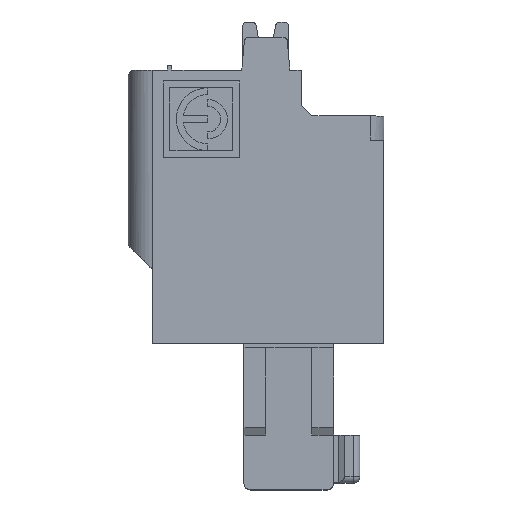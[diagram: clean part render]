
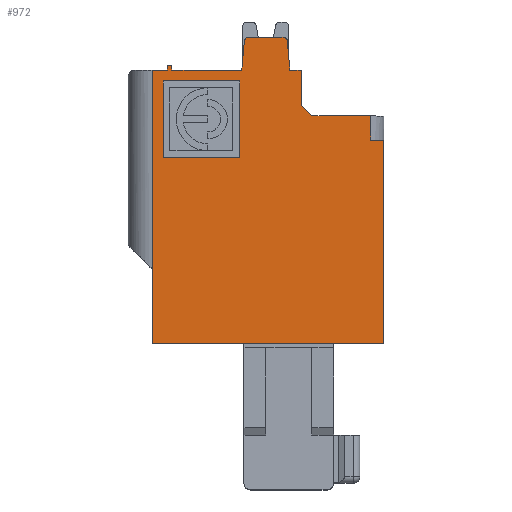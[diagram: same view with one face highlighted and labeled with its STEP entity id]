
A CAD part, top view. The second image highlights one B-rep face of the part: STEP entity #972.
In plain terms, the highlighted planar face has unit normal (0, 0, 1).
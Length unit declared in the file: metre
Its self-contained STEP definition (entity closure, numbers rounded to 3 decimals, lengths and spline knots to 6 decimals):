
#972=ADVANCED_FACE('',(#2353,#2354),#2355,.F.);
#1182=EDGE_CURVE('',#2677,#2674,#2678,.T.);
#2353=FACE_BOUND('',#4113,.T.);
#2354=FACE_OUTER_BOUND('',#4114,.T.);
#2355=PLANE('',#4115);
#2674=VERTEX_POINT('',#4465);
#2677=VERTEX_POINT('',#4470);
#2678=LINE('',#4471,#4472);
#2725=VERTEX_POINT('',#4550);
#3236=VERTEX_POINT('',#5625);
#3240=VERTEX_POINT('',#5631);
#3250=VERTEX_POINT('',#5646);
#3257=VERTEX_POINT('',#5656);
#3262=VERTEX_POINT('',#5665);
#3266=VERTEX_POINT('',#5671);
#3270=VERTEX_POINT('',#5677);
#3287=VERTEX_POINT('',#5704);
#4113=EDGE_LOOP('',(#7987,#7988,#7989,#7990));
#4114=EDGE_LOOP('',(#7991,#7992,#7993,#7994,#7995,#7996,#7997,#7998,#7999,#8000,#8001,#8002,#8003,#8004,#8005,#8006,#8007,#8008,#8009));
#4115=AXIS2_PLACEMENT_3D('',#8010,#8011,#8012);
#4465=CARTESIAN_POINT('',(-0.0094,0.0093,-0.0148));
#4470=CARTESIAN_POINT('',(-0.0094,0.0,-0.0148));
#4471=CARTESIAN_POINT('',(-0.0094,0.0,-0.0148));
#4472=VECTOR('',#8835,1.0);
#4550=CARTESIAN_POINT('',(-0.01,0.0093,-0.0148));
#5625=CARTESIAN_POINT('',(-0.0159,0.0125,-0.0148));
#5631=CARTESIAN_POINT('',(-0.015785,0.013817,-0.0148));
#5646=CARTESIAN_POINT('',(-0.013815,0.013817,-0.0148));
#5656=CARTESIAN_POINT('',(-0.0137,0.0125,-0.0148));
#5665=CARTESIAN_POINT('',(-0.0191,0.0125,-0.0148));
#5671=CARTESIAN_POINT('',(-0.0191,0.0127,-0.0148));
#5677=CARTESIAN_POINT('',(-0.0193,0.0127,-0.0148));
#5704=CARTESIAN_POINT('',(-0.0193,0.0125,-0.0148));
#7987=ORIENTED_EDGE('',*,*,#9630,.T.);
#7988=ORIENTED_EDGE('',*,*,#9664,.T.);
#7989=ORIENTED_EDGE('',*,*,#9665,.T.);
#7990=ORIENTED_EDGE('',*,*,#9607,.T.);
#7991=ORIENTED_EDGE('',*,*,#9551,.T.);
#7992=ORIENTED_EDGE('',*,*,#9281,.T.);
#7993=ORIENTED_EDGE('',*,*,#9611,.F.);
#7994=ORIENTED_EDGE('',*,*,#9569,.T.);
#7995=ORIENTED_EDGE('',*,*,#9567,.T.);
#7996=ORIENTED_EDGE('',*,*,#9564,.T.);
#7997=ORIENTED_EDGE('',*,*,#9560,.T.);
#7998=ORIENTED_EDGE('',*,*,#9558,.T.);
#7999=ORIENTED_EDGE('',*,*,#9609,.F.);
#8000=ORIENTED_EDGE('',*,*,#9571,.T.);
#8001=ORIENTED_EDGE('',*,*,#9573,.F.);
#8002=ORIENTED_EDGE('',*,*,#9576,.F.);
#8003=ORIENTED_EDGE('',*,*,#9666,.F.);
#8004=ORIENTED_EDGE('',*,*,#9659,.F.);
#8005=ORIENTED_EDGE('',*,*,#9272,.T.);
#8006=ORIENTED_EDGE('',*,*,#1182,.T.);
#8007=ORIENTED_EDGE('',*,*,#9203,.F.);
#8008=ORIENTED_EDGE('',*,*,#9208,.F.);
#8009=ORIENTED_EDGE('',*,*,#9549,.F.);
#8010=CARTESIAN_POINT('',(-0.005428,0.033759,-0.0148));
#8011=DIRECTION('',(0.0,0.,-1.0));
#8012=DIRECTION('',(-1.0,0.0,0.0));
#8835=DIRECTION('',(0.0,1.0,0.));
#9203=EDGE_CURVE('',#2725,#2674,#9898,.T.);
#9208=EDGE_CURVE('',#9902,#2725,#9904,.T.);
#9272=EDGE_CURVE('',#9990,#2677,#9991,.T.);
#9281=EDGE_CURVE('',#10005,#10003,#10006,.T.);
#9549=EDGE_CURVE('',#10330,#9902,#10332,.T.);
#9551=EDGE_CURVE('',#10330,#10005,#10334,.T.);
#9558=EDGE_CURVE('',#3240,#3236,#10341,.T.);
#9560=EDGE_CURVE('',#10343,#3240,#10344,.T.);
#9564=EDGE_CURVE('',#10348,#10343,#10349,.T.);
#9567=EDGE_CURVE('',#3250,#10348,#10352,.T.);
#9569=EDGE_CURVE('',#3257,#3250,#10354,.T.);
#9571=EDGE_CURVE('',#3262,#3266,#10356,.T.);
#9573=EDGE_CURVE('',#3270,#3266,#10358,.T.);
#9576=EDGE_CURVE('',#3287,#3270,#10361,.T.);
#9607=EDGE_CURVE('',#10399,#10404,#10406,.T.);
#9609=EDGE_CURVE('',#3262,#3236,#10408,.T.);
#9611=EDGE_CURVE('',#3257,#10003,#10410,.T.);
#9630=EDGE_CURVE('',#10404,#10437,#10439,.T.);
#9659=EDGE_CURVE('',#9990,#10477,#10478,.T.);
#9664=EDGE_CURVE('',#10437,#10483,#10484,.T.);
#9665=EDGE_CURVE('',#10483,#10399,#10485,.T.);
#9666=EDGE_CURVE('',#10477,#3287,#10486,.T.);
#9898=LINE('',#10783,#10784);
#9902=VERTEX_POINT('',#10788);
#9904=LINE('',#10791,#10792);
#9990=VERTEX_POINT('',#10920);
#9991=LINE('',#10921,#10922);
#10003=VERTEX_POINT('',#10941);
#10005=VERTEX_POINT('',#10944);
#10006=LINE('',#10945,#10946);
#10330=VERTEX_POINT('',#11399);
#10332=LINE('',#11402,#11403);
#10334=LINE('',#11405,#11406);
#10341=LINE('',#11414,#11415);
#10343=VERTEX_POINT('',#11417);
#10344=CIRCLE('',#11418,0.0002);
#10348=VERTEX_POINT('',#11424);
#10349=LINE('',#11425,#11426);
#10352=CIRCLE('',#11430,0.0002);
#10354=LINE('',#11432,#11433);
#10356=LINE('',#11435,#11436);
#10358=LINE('',#11438,#11439);
#10361=LINE('',#11443,#11444);
#10399=VERTEX_POINT('',#11499);
#10404=VERTEX_POINT('',#11506);
#10406=LINE('',#11509,#11510);
#10408=LINE('',#11512,#11513);
#10410=LINE('',#11516,#11517);
#10437=VERTEX_POINT('',#11554);
#10439=LINE('',#11557,#11558);
#10477=VERTEX_POINT('',#11638);
#10478=LINE('',#11639,#11640);
#10483=VERTEX_POINT('',#11648);
#10484=LINE('',#11649,#11650);
#10485=LINE('',#11651,#11652);
#10486=LINE('',#11653,#11654);
#10783=CARTESIAN_POINT('',(-0.01,0.0093,-0.0148));
#10784=VECTOR('',#11990,1.0);
#10788=CARTESIAN_POINT('',(-0.01,0.0104,-0.0148));
#10791=CARTESIAN_POINT('',(-0.01,0.0125,-0.0148));
#10792=VECTOR('',#11992,1.0);
#10920=CARTESIAN_POINT('',(-0.02,0.0,-0.0148));
#10921=CARTESIAN_POINT('',(-0.023301,0.0,-0.0148));
#10922=VECTOR('',#12050,1.0);
#10941=CARTESIAN_POINT('',(-0.013189,0.0125,-0.0148));
#10944=CARTESIAN_POINT('',(-0.013189,0.010896,-0.0148));
#10945=CARTESIAN_POINT('',(-0.013189,0.033759,-0.0148));
#10946=VECTOR('',#12056,1.0);
#11399=CARTESIAN_POINT('',(-0.012693,0.0104,-0.0148));
#11402=CARTESIAN_POINT('',(-0.005428,0.0104,-0.0148));
#11403=VECTOR('',#12266,1.0);
#11405=CARTESIAN_POINT('',(-0.020733,0.01844,-0.0148));
#11406=VECTOR('',#12267,1.0);
#11414=CARTESIAN_POINT('',(-0.015785,0.013817,-0.0148));
#11415=VECTOR('',#12269,1.0);
#11417=CARTESIAN_POINT('',(-0.015586,0.014,-0.0148));
#11418=AXIS2_PLACEMENT_3D('',#12270,#12271,#12272);
#11424=CARTESIAN_POINT('',(-0.014015,0.014,-0.0148));
#11425=CARTESIAN_POINT('',(-0.015525,0.014,-0.0148));
#11426=VECTOR('',#12275,1.0);
#11430=AXIS2_PLACEMENT_3D('',#12277,#12278,#12279);
#11432=CARTESIAN_POINT('',(-0.0137,0.0125,-0.0148));
#11433=VECTOR('',#12280,1.0);
#11435=CARTESIAN_POINT('',(-0.0191,0.0125,-0.0148));
#11436=VECTOR('',#12281,1.0);
#11438=CARTESIAN_POINT('',(-0.0193,0.0127,-0.0148));
#11439=VECTOR('',#12282,1.0);
#11443=CARTESIAN_POINT('',(-0.0193,0.0125,-0.0148));
#11444=VECTOR('',#12284,1.0);
#11499=CARTESIAN_POINT('',(-0.0195,0.012,-0.0148));
#11506=CARTESIAN_POINT('',(-0.016,0.012,-0.0148));
#11509=CARTESIAN_POINT('',(-0.005928,0.012,-0.0148));
#11510=VECTOR('',#12308,1.0);
#11512=CARTESIAN_POINT('',(-0.0191,0.0125,-0.0148));
#11513=VECTOR('',#12309,1.0);
#11516=CARTESIAN_POINT('',(-0.0137,0.0125,-0.0148));
#11517=VECTOR('',#12311,1.0);
#11554=CARTESIAN_POINT('',(-0.016,0.0085,-0.0148));
#11557=CARTESIAN_POINT('',(-0.016,0.033759,-0.0148));
#11558=VECTOR('',#12332,1.0);
#11638=CARTESIAN_POINT('',(-0.02,0.0125,-0.0148));
#11639=CARTESIAN_POINT('',(-0.02,0.0118,-0.0148));
#11640=VECTOR('',#12358,1.0);
#11648=CARTESIAN_POINT('',(-0.0195,0.0085,-0.0148));
#11649=CARTESIAN_POINT('',(-0.005928,0.0085,-0.0148));
#11650=VECTOR('',#12362,1.0);
#11651=CARTESIAN_POINT('',(-0.0195,0.033759,-0.0148));
#11652=VECTOR('',#12363,1.0);
#11653=CARTESIAN_POINT('',(-0.02,0.0125,-0.0148));
#11654=VECTOR('',#12364,1.0);
#11990=DIRECTION('',(1.0,0.0,0.0));
#11992=DIRECTION('',(0.0,-1.0,0.));
#12050=DIRECTION('',(1.0,0.0,0.0));
#12056=DIRECTION('',(0.,1.0,0.));
#12266=DIRECTION('',(1.0,0.,0.));
#12267=DIRECTION('',(-0.707,0.707,0.));
#12269=DIRECTION('',(-0.087,-0.996,0.));
#12270=CARTESIAN_POINT('',(-0.015586,0.0138,-0.0148));
#12271=DIRECTION('',(0.0,0.,1.0));
#12272=DIRECTION('',(0.0,1.0,0.));
#12275=DIRECTION('',(-1.0,-0.0,0.0));
#12277=CARTESIAN_POINT('',(-0.014015,0.0138,-0.0148));
#12278=DIRECTION('',(0.,0.,1.0));
#12279=DIRECTION('',(0.996,0.087,0.));
#12280=DIRECTION('',(-0.087,0.996,0.));
#12281=DIRECTION('',(0.0,1.0,0.));
#12282=DIRECTION('',(1.0,0.0,0.0));
#12284=DIRECTION('',(0.0,1.0,0.));
#12308=DIRECTION('',(1.0,0.,0.));
#12309=DIRECTION('',(1.0,0.0,0.0));
#12311=DIRECTION('',(1.0,0.0,0.0));
#12332=DIRECTION('',(0.,-1.0,0.));
#12358=DIRECTION('',(0.0,1.0,0.));
#12362=DIRECTION('',(-1.0,0.,0.));
#12363=DIRECTION('',(0.,1.0,0.));
#12364=DIRECTION('',(1.0,0.0,0.0));
